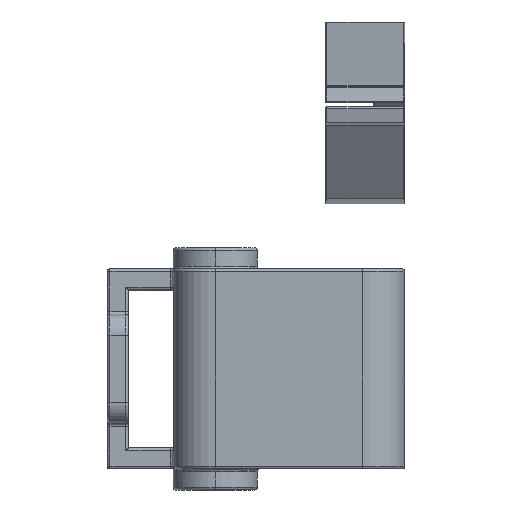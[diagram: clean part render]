
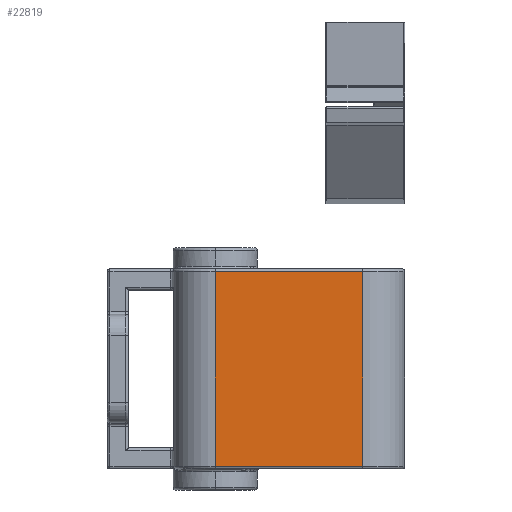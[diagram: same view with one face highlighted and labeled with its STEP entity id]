
A CAD part, left-side view. The second image highlights one B-rep face of the part: STEP entity #22819.
In plain terms, the highlighted planar face has unit normal (-1, 0, 0).
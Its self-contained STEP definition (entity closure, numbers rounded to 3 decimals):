
#1026 = VERTEX_POINT ( 'NONE', #8206 ) ;
#1478 = DIRECTION ( 'NONE',  ( 1., 0., 0. ) ) ;
#1548 = VECTOR ( 'NONE', #18259, 1000. ) ;
#1713 = DIRECTION ( 'NONE',  ( 0., 1., 0. ) ) ;
#3033 = EDGE_LOOP ( 'NONE', ( #12033, #11402, #8339, #23775 ) ) ;
#3184 = DIRECTION ( 'NONE',  ( 0., 0., -1. ) ) ;
#4091 = LINE ( 'NONE', #11188, #5753 ) ;
#5753 = VECTOR ( 'NONE', #11556, 1000. ) ;
#8206 = CARTESIAN_POINT ( 'NONE',  ( -68., 0., 18.5 ) ) ;
#8339 = ORIENTED_EDGE ( 'NONE', *, *, #22655, .T. ) ;
#9242 = CARTESIAN_POINT ( 'NONE',  ( -68., 0., -18.5 ) ) ;
#10588 = VERTEX_POINT ( 'NONE', #22480 ) ;
#10766 = LINE ( 'NONE', #23969, #16310 ) ;
#11188 = CARTESIAN_POINT ( 'NONE',  ( -68., 28., 19. ) ) ;
#11402 = ORIENTED_EDGE ( 'NONE', *, *, #24015, .T. ) ;
#11556 = DIRECTION ( 'NONE',  ( 0., 0., -1. ) ) ;
#12033 = ORIENTED_EDGE ( 'NONE', *, *, #23230, .F. ) ;
#14525 = CARTESIAN_POINT ( 'NONE',  ( -68., 28., -18.5 ) ) ;
#14831 = CARTESIAN_POINT ( 'NONE',  ( -68., 28., 18.5 ) ) ;
#15881 = CARTESIAN_POINT ( 'NONE',  ( -68., 28., 18.5 ) ) ;
#16310 = VECTOR ( 'NONE', #3184, 1000. ) ;
#16577 = LINE ( 'NONE', #9242, #18924 ) ;
#18259 = DIRECTION ( 'NONE',  ( 0., 1., 0. ) ) ;
#18315 = VERTEX_POINT ( 'NONE', #14525 ) ;
#18385 = LINE ( 'NONE', #14831, #1548 ) ;
#18767 = EDGE_CURVE ( 'NONE', #18315, #10588, #16577, .T. ) ;
#18924 = VECTOR ( 'NONE', #22065, 1000. ) ;
#20199 = PLANE ( 'NONE',  #20994 ) ;
#20994 = AXIS2_PLACEMENT_3D ( 'NONE', #21800, #1478, #1713 ) ;
#21800 = CARTESIAN_POINT ( 'NONE',  ( -68., 0., 19. ) ) ;
#22065 = DIRECTION ( 'NONE',  ( 0., -1., 0. ) ) ;
#22480 = CARTESIAN_POINT ( 'NONE',  ( -68., 0., -18.5 ) ) ;
#22655 = EDGE_CURVE ( 'NONE', #23517, #18315, #4091, .T. ) ;
#22819 = ADVANCED_FACE ( 'NONE', ( #23640 ), #20199, .F. ) ;
#23230 = EDGE_CURVE ( 'NONE', #1026, #10588, #10766, .T. ) ;
#23517 = VERTEX_POINT ( 'NONE', #15881 ) ;
#23640 = FACE_OUTER_BOUND ( 'NONE', #3033, .T. ) ;
#23775 = ORIENTED_EDGE ( 'NONE', *, *, #18767, .T. ) ;
#23969 = CARTESIAN_POINT ( 'NONE',  ( -68., 0., 19. ) ) ;
#24015 = EDGE_CURVE ( 'NONE', #1026, #23517, #18385, .T. ) ;
